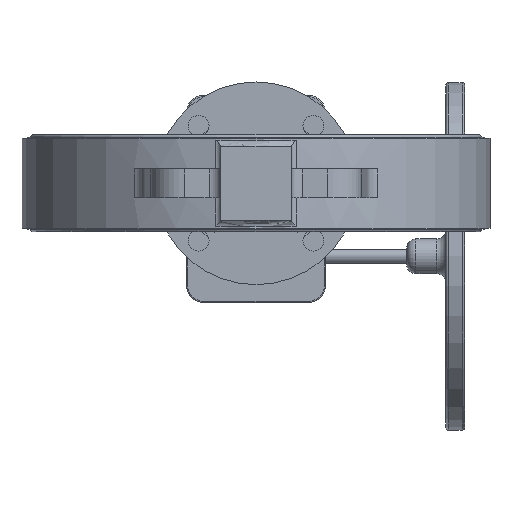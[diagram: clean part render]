
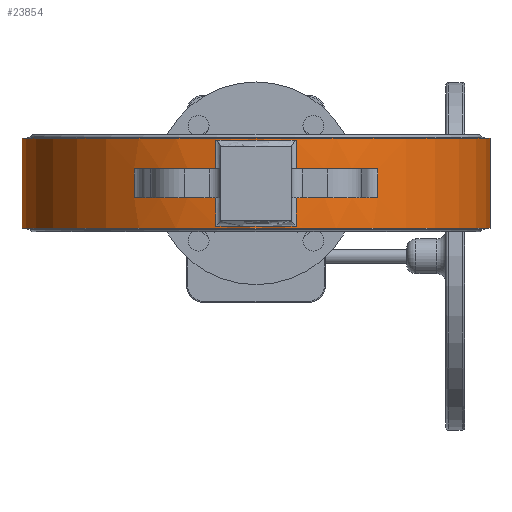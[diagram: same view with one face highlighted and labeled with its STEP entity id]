
A CAD part, front view. The second image highlights one B-rep face of the part: STEP entity #23854.
In plain terms, the highlighted cylindrical face has radius 202 mm (diameter 404 mm), a partial arc.
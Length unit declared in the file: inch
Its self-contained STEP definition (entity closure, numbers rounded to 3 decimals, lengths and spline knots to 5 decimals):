
#189 = AXIS2_PLACEMENT_3D ( 'NONE', #12520, #8332, #14009 ) ;
#260 = VECTOR ( 'NONE', #3533, 39.37008 ) ;
#500 = DIRECTION ( 'NONE',  ( -1., 0., 0. ) ) ;
#576 = EDGE_CURVE ( 'NONE', #2714, #8894, #23515, .T. ) ;
#631 = EDGE_LOOP ( 'NONE', ( #1980, #11800, #2512, #11275, #12741, #24210, #21516, #17614, #13217, #3292, #4634, #2428 ) ) ;
#859 = CARTESIAN_POINT ( 'NONE',  ( 10.15257, 1.80567, 11.77269 ) ) ;
#913 = CARTESIAN_POINT ( 'NONE',  ( -1.94395, 8.59357, 10.72938 ) ) ;
#924 = DIRECTION ( 'NONE',  ( 0., 0., -1. ) ) ;
#1253 = CARTESIAN_POINT ( 'NONE',  ( 10.15257, 1.80567, 13.52466 ) ) ;
#1263 = EDGE_CURVE ( 'NONE', #12394, #23210, #12409, .T. ) ;
#1547 = LINE ( 'NONE', #8260, #8057 ) ;
#1829 = CIRCLE ( 'NONE', #16041, 7.95276 ) ;
#1980 = ORIENTED_EDGE ( 'NONE', *, *, #25440, .F. ) ;
#2367 = AXIS2_PLACEMENT_3D ( 'NONE', #5491, #26535, #9935 ) ;
#2428 = ORIENTED_EDGE ( 'NONE', *, *, #1263, .T. ) ;
#2512 = ORIENTED_EDGE ( 'NONE', *, *, #17713, .T. ) ;
#2714 = VERTEX_POINT ( 'NONE', #2946 ) ;
#2946 = CARTESIAN_POINT ( 'NONE',  ( 10.15257, 1.80567, 12.75694 ) ) ;
#3292 = ORIENTED_EDGE ( 'NONE', *, *, #23773, .T. ) ;
#3354 = CARTESIAN_POINT ( 'NONE',  ( 6.0088, 8.59357, 11.77269 ) ) ;
#3533 = DIRECTION ( 'NONE',  ( 0., 0., 1. ) ) ;
#3549 = AXIS2_PLACEMENT_3D ( 'NONE', #3354, #13740, #22228 ) ;
#3686 = VERTEX_POINT ( 'NONE', #14758 ) ;
#4037 = EDGE_CURVE ( 'NONE', #10920, #25574, #11326, .T. ) ;
#4349 = CARTESIAN_POINT ( 'NONE',  ( -1.94395, 8.59357, 13.80025 ) ) ;
#4634 = ORIENTED_EDGE ( 'NONE', *, *, #10954, .T. ) ;
#4650 = ORIENTED_EDGE ( 'NONE', *, *, #23096, .F. ) ;
#5160 = VERTEX_POINT ( 'NONE', #4349 ) ;
#5491 = CARTESIAN_POINT ( 'NONE',  ( 6.0088, 8.59357, 11.77269 ) ) ;
#6051 = DIRECTION ( 'NONE',  ( 0., 0., -1. ) ) ;
#6306 = CARTESIAN_POINT ( 'NONE',  ( 6.0088, 8.59357, 12.75694 ) ) ;
#6580 = VECTOR ( 'NONE', #22650, 39.37008 ) ;
#6704 = EDGE_CURVE ( 'NONE', #19341, #25555, #1829, .T. ) ;
#6750 = VECTOR ( 'NONE', #21255, 39.37008 ) ;
#6949 = AXIS2_PLACEMENT_3D ( 'NONE', #7192, #15559, #19355 ) ;
#7192 = CARTESIAN_POINT ( 'NONE',  ( 6.0088, 8.59357, 13.80025 ) ) ;
#7797 = EDGE_CURVE ( 'NONE', #24238, #13143, #8569, .T. ) ;
#7846 = DIRECTION ( 'NONE',  ( -1., 0., 0. ) ) ;
#7870 = DIRECTION ( 'NONE',  ( 0., 0., -1. ) ) ;
#8057 = VECTOR ( 'NONE', #16250, 39.37008 ) ;
#8260 = CARTESIAN_POINT ( 'NONE',  ( 4.64492, 0.75863, 13.52466 ) ) ;
#8331 = VERTEX_POINT ( 'NONE', #18919 ) ;
#8332 = DIRECTION ( 'NONE',  ( 0., 0., 1. ) ) ;
#8569 = CIRCLE ( 'NONE', #14181, 7.95276 ) ;
#8894 = VERTEX_POINT ( 'NONE', #859 ) ;
#9935 = DIRECTION ( 'NONE',  ( -1., 0., 0. ) ) ;
#10010 = DIRECTION ( 'NONE',  ( 0., 0., -1. ) ) ;
#10484 = DIRECTION ( 'NONE',  ( 0., 0., -1. ) ) ;
#10688 = CARTESIAN_POINT ( 'NONE',  ( 13.96156, 8.59357, 10.72938 ) ) ;
#10920 = VERTEX_POINT ( 'NONE', #22243 ) ;
#10954 = EDGE_CURVE ( 'NONE', #13676, #12394, #22565, .T. ) ;
#11149 = CARTESIAN_POINT ( 'NONE',  ( 4.64492, 0.75863, 11.77269 ) ) ;
#11275 = ORIENTED_EDGE ( 'NONE', *, *, #23370, .T. ) ;
#11326 = LINE ( 'NONE', #17534, #17093 ) ;
#11800 = ORIENTED_EDGE ( 'NONE', *, *, #576, .T. ) ;
#12135 = CARTESIAN_POINT ( 'NONE',  ( 4.64492, 0.75863, 13.72151 ) ) ;
#12394 = VERTEX_POINT ( 'NONE', #14191 ) ;
#12409 = LINE ( 'NONE', #26590, #6580 ) ;
#12458 = CYLINDRICAL_SURFACE ( 'NONE', #22301, 7.95276 ) ;
#12520 = CARTESIAN_POINT ( 'NONE',  ( 6.0088, 8.59357, 13.72151 ) ) ;
#12698 = DIRECTION ( 'NONE',  ( 0., 0., -1. ) ) ;
#12741 = ORIENTED_EDGE ( 'NONE', *, *, #26571, .T. ) ;
#12793 = VECTOR ( 'NONE', #924, 39.37008 ) ;
#12878 = FACE_BOUND ( 'NONE', #631, .T. ) ;
#13143 = VERTEX_POINT ( 'NONE', #18184 ) ;
#13217 = ORIENTED_EDGE ( 'NONE', *, *, #7797, .F. ) ;
#13413 = VERTEX_POINT ( 'NONE', #19514 ) ;
#13676 = VERTEX_POINT ( 'NONE', #12135 ) ;
#13740 = DIRECTION ( 'NONE',  ( 0., 0., -1. ) ) ;
#13790 = CARTESIAN_POINT ( 'NONE',  ( 1.86504, 1.80567, 13.52466 ) ) ;
#13821 = CARTESIAN_POINT ( 'NONE',  ( -1.94395, 8.59357, 13.52466 ) ) ;
#13945 = CARTESIAN_POINT ( 'NONE',  ( 7.37268, 0.75863, 12.75694 ) ) ;
#14009 = DIRECTION ( 'NONE',  ( 1., 0., 0. ) ) ;
#14181 = AXIS2_PLACEMENT_3D ( 'NONE', #6306, #10484, #500 ) ;
#14191 = CARTESIAN_POINT ( 'NONE',  ( 7.37268, 0.75863, 13.72151 ) ) ;
#14437 = EDGE_CURVE ( 'NONE', #5160, #25555, #26504, .T. ) ;
#14753 = DIRECTION ( 'NONE',  ( -1., 0., 0. ) ) ;
#14758 = CARTESIAN_POINT ( 'NONE',  ( 1.86504, 1.80567, 11.77269 ) ) ;
#14976 = CIRCLE ( 'NONE', #23617, 7.95276 ) ;
#15017 = DIRECTION ( 'NONE',  ( 0., 0., -1. ) ) ;
#15314 = ORIENTED_EDGE ( 'NONE', *, *, #14437, .T. ) ;
#15559 = DIRECTION ( 'NONE',  ( 0., 0., 1. ) ) ;
#16041 = AXIS2_PLACEMENT_3D ( 'NONE', #17004, #12698, #21459 ) ;
#16250 = DIRECTION ( 'NONE',  ( 0., 0., 1. ) ) ;
#16867 = VECTOR ( 'NONE', #7870, 39.37008 ) ;
#16868 = ORIENTED_EDGE ( 'NONE', *, *, #17220, .F. ) ;
#17004 = CARTESIAN_POINT ( 'NONE',  ( 6.0088, 8.59357, 10.72938 ) ) ;
#17060 = CARTESIAN_POINT ( 'NONE',  ( 13.96156, 8.59357, 13.52466 ) ) ;
#17093 = VECTOR ( 'NONE', #25927, 39.37008 ) ;
#17220 = EDGE_CURVE ( 'NONE', #5160, #22425, #22036, .T. ) ;
#17534 = CARTESIAN_POINT ( 'NONE',  ( 4.64492, 0.75863, 13.52466 ) ) ;
#17614 = ORIENTED_EDGE ( 'NONE', *, *, #21859, .T. ) ;
#17713 = EDGE_CURVE ( 'NONE', #8894, #13413, #25966, .T. ) ;
#18184 = CARTESIAN_POINT ( 'NONE',  ( 1.86504, 1.80567, 12.75694 ) ) ;
#18814 = FACE_OUTER_BOUND ( 'NONE', #23976, .T. ) ;
#18919 = CARTESIAN_POINT ( 'NONE',  ( 7.37268, 0.75863, 10.80812 ) ) ;
#19341 = VERTEX_POINT ( 'NONE', #10688 ) ;
#19355 = DIRECTION ( 'NONE',  ( 1., 0., 0. ) ) ;
#19514 = CARTESIAN_POINT ( 'NONE',  ( 7.37268, 0.75863, 11.77269 ) ) ;
#20482 = EDGE_CURVE ( 'NONE', #25574, #3686, #21307, .T. ) ;
#20508 = CARTESIAN_POINT ( 'NONE',  ( 4.64492, 0.75863, 12.75694 ) ) ;
#20686 = CARTESIAN_POINT ( 'NONE',  ( 6.0088, 8.59357, 13.52466 ) ) ;
#20719 = LINE ( 'NONE', #17060, #6750 ) ;
#21255 = DIRECTION ( 'NONE',  ( 0., 0., -1. ) ) ;
#21307 = CIRCLE ( 'NONE', #2367, 7.95276 ) ;
#21459 = DIRECTION ( 'NONE',  ( -1., 0., 0. ) ) ;
#21508 = AXIS2_PLACEMENT_3D ( 'NONE', #24816, #6051, #26556 ) ;
#21516 = ORIENTED_EDGE ( 'NONE', *, *, #20482, .T. ) ;
#21859 = EDGE_CURVE ( 'NONE', #3686, #13143, #24454, .T. ) ;
#21927 = CIRCLE ( 'NONE', #21508, 7.95276 ) ;
#22036 = CIRCLE ( 'NONE', #6949, 7.95276 ) ;
#22228 = DIRECTION ( 'NONE',  ( -1., 0., 0. ) ) ;
#22243 = CARTESIAN_POINT ( 'NONE',  ( 4.64492, 0.75863, 10.80812 ) ) ;
#22301 = AXIS2_PLACEMENT_3D ( 'NONE', #20686, #15017, #14753 ) ;
#22425 = VERTEX_POINT ( 'NONE', #23905 ) ;
#22565 = CIRCLE ( 'NONE', #189, 7.95276 ) ;
#22650 = DIRECTION ( 'NONE',  ( 0., 0., -1. ) ) ;
#22900 = CARTESIAN_POINT ( 'NONE',  ( 7.37268, 0.75863, 13.52466 ) ) ;
#23096 = EDGE_CURVE ( 'NONE', #22425, #19341, #20719, .T. ) ;
#23210 = VERTEX_POINT ( 'NONE', #13945 ) ;
#23318 = LINE ( 'NONE', #22900, #12793 ) ;
#23370 = EDGE_CURVE ( 'NONE', #13413, #8331, #23318, .T. ) ;
#23515 = LINE ( 'NONE', #1253, #25371 ) ;
#23617 = AXIS2_PLACEMENT_3D ( 'NONE', #24194, #10010, #7846 ) ;
#23773 = EDGE_CURVE ( 'NONE', #24238, #13676, #1547, .T. ) ;
#23854 = ADVANCED_FACE ( 'NONE', ( #18814, #12878 ), #12458, .T. ) ;
#23905 = CARTESIAN_POINT ( 'NONE',  ( 13.96156, 8.59357, 13.80025 ) ) ;
#23976 = EDGE_LOOP ( 'NONE', ( #4650, #16868, #15314, #24157 ) ) ;
#24157 = ORIENTED_EDGE ( 'NONE', *, *, #6704, .F. ) ;
#24194 = CARTESIAN_POINT ( 'NONE',  ( 6.0088, 8.59357, 10.80812 ) ) ;
#24210 = ORIENTED_EDGE ( 'NONE', *, *, #4037, .T. ) ;
#24238 = VERTEX_POINT ( 'NONE', #20508 ) ;
#24454 = LINE ( 'NONE', #13790, #260 ) ;
#24816 = CARTESIAN_POINT ( 'NONE',  ( 6.0088, 8.59357, 12.75694 ) ) ;
#25371 = VECTOR ( 'NONE', #25811, 39.37008 ) ;
#25440 = EDGE_CURVE ( 'NONE', #2714, #23210, #21927, .T. ) ;
#25555 = VERTEX_POINT ( 'NONE', #913 ) ;
#25574 = VERTEX_POINT ( 'NONE', #11149 ) ;
#25811 = DIRECTION ( 'NONE',  ( 0., 0., -1. ) ) ;
#25927 = DIRECTION ( 'NONE',  ( 0., 0., 1. ) ) ;
#25966 = CIRCLE ( 'NONE', #3549, 7.95276 ) ;
#26504 = LINE ( 'NONE', #13821, #16867 ) ;
#26535 = DIRECTION ( 'NONE',  ( 0., 0., -1. ) ) ;
#26556 = DIRECTION ( 'NONE',  ( -1., 0., 0. ) ) ;
#26571 = EDGE_CURVE ( 'NONE', #8331, #10920, #14976, .T. ) ;
#26590 = CARTESIAN_POINT ( 'NONE',  ( 7.37268, 0.75863, 13.52466 ) ) ;
